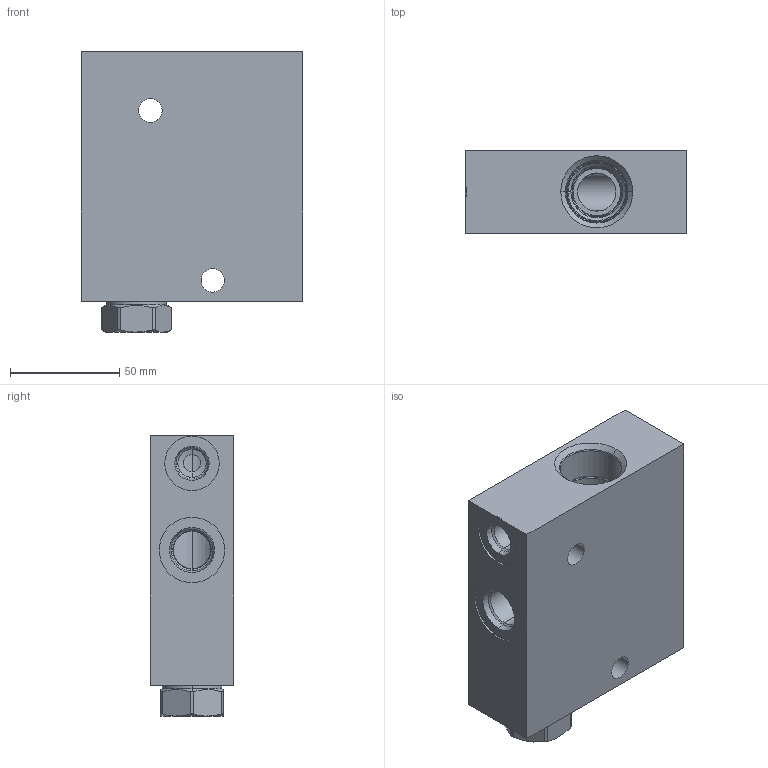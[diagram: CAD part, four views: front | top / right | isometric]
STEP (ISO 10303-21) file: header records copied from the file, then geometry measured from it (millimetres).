
FILE_DESCRIPTION((''),'2;1');
FILE_NAME('N4J_ASM','2024-06-20T',('ProEService'),(''),'PRO/ENGINEER BY PARAMETRIC TECHNOLOGY CORPORATION, 2014200','PRO/ENGINEER BY PARAMETRIC TECHNOLOGY CORPORATION, 2014200','');
FILE_SCHEMA(('CONFIG_CONTROL_DESIGN'));
Length unit declared in the file: inch
Products named in the file (3): 151-916-006; CXEDXCN; N4J_ASM
Assembly tree (2 placements, depth 2):
  N4J_ASM
    151-916-006
    CXEDXCN
Bounding box: 101.6 x 38.1 x 128.57 mm (x, y, z)
Volume: 360707.2 mm3; surface area: 67739.5 mm2
Topology: 4 solids, 5 shells, 301 faces, 900 edges, 712 vertices
Faces by surface type: cylinder 123, cone 77, plane 57, torus 32, revolution 8, sphere 4
Entity records: 11770 total; most frequent: CARTESIAN_POINT 3651, DIRECTION 1760, ORIENTED_EDGE 1396, EDGE_CURVE 698, AXIS2_PLACEMENT_3D 652, VECTOR 448, LINE 448, VERTEX_POINT 419
